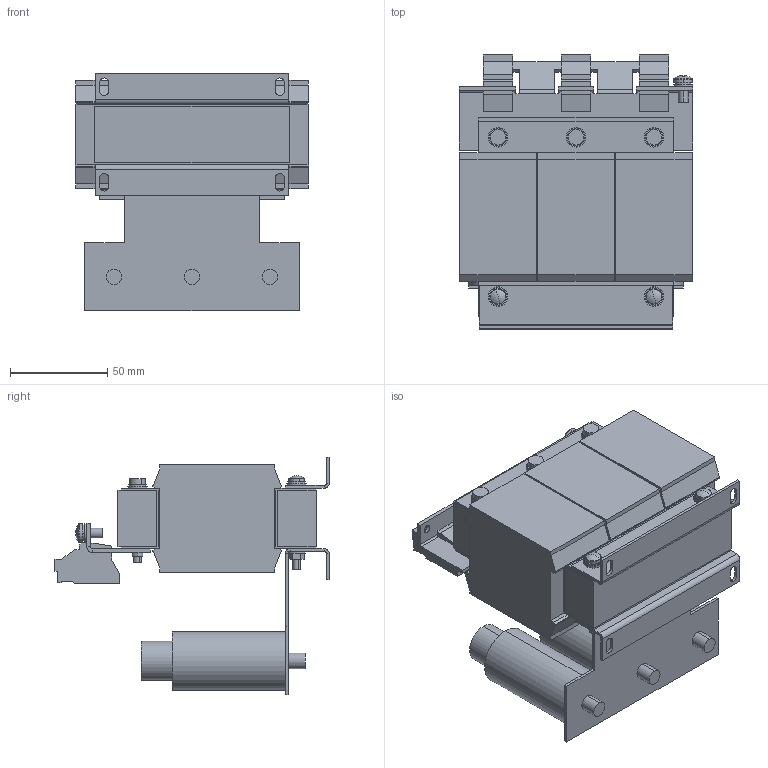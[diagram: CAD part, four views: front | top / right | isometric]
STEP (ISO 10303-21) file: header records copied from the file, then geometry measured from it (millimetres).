
FILE_DESCRIPTION (( 'STEP AP214' ), '1' );
FILE_NAME ('388213.STEP', '2021-10-26T06:46:59', ( '' ), ( '' ), 'SwSTEP 2.0', 'SolidWorks 2018', '' );
FILE_SCHEMA (( 'AUTOMOTIVE_DESIGN' ));
Length unit declared in the file: millimetre
Products named in the file (1): 388213
Bounding box: 120 x 140.62 x 122 mm (x, y, z)
Volume: 724702 mm3; surface area: 110820 mm2
Topology: 1 solids, 1 shells, 749 faces, 1960 edges, 1268 vertices
Faces by surface type: plane 563, cylinder 165, torus 9, sphere 6, cone 6
Entity records: 22855 total; most frequent: CARTESIAN_POINT 4024, ORIENTED_EDGE 3916, DIRECTION 3845, EDGE_CURVE 1958, VECTOR 1539, LINE 1539, VERTEX_POINT 1268, AXIS2_PLACEMENT_3D 1153
